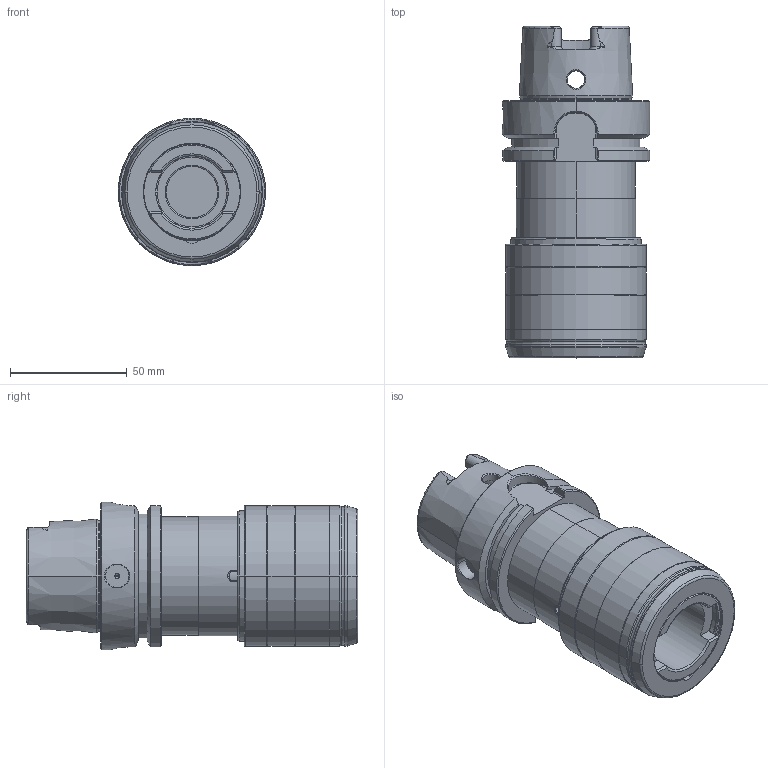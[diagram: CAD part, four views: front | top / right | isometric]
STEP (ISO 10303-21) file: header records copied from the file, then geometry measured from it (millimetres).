
FILE_DESCRIPTION((''),'2;1');
FILE_NAME('34600-H63A_SW0001','2016-04-04T',('040'),(''),'CREO PARAMETRIC BY PTC INC, 2015380','CREO PARAMETRIC BY PTC INC, 2015380','');
FILE_SCHEMA(('CONFIG_CONTROL_DESIGN'));
Length unit declared in the file: millimetre
Products named in the file (1): 34600-H63A_SW0001
Bounding box: 63 x 141.9 x 63 mm (x, y, z)
Volume: 219240.8 mm3; surface area: 74112.7 mm2
Topology: 3 solids, 3 shells, 419 faces, 1016 edges, 617 vertices
Faces by surface type: cylinder 135, cone 97, plane 95, torus 74, sphere 12, bspline 6
Entity records: 14353 total; most frequent: CARTESIAN_POINT 4532, DIRECTION 2115, ORIENTED_EDGE 2028, EDGE_CURVE 1014, AXIS2_PLACEMENT_3D 872, VERTEX_POINT 617, CIRCLE 459, EDGE_LOOP 451
